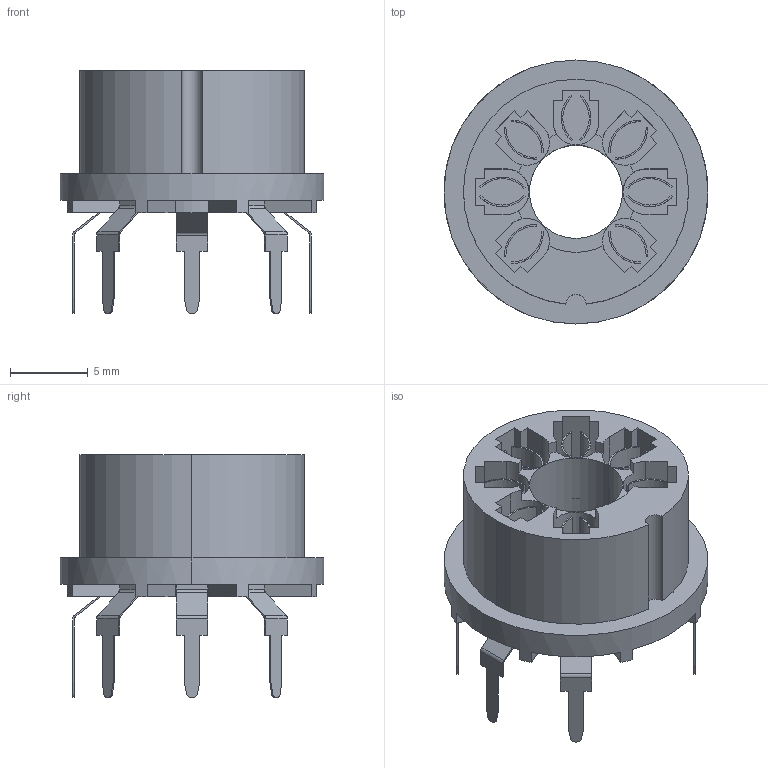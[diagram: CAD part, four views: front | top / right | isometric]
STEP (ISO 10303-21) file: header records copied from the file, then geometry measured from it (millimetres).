
FILE_DESCRIPTION (( 'STEP AP214' ), '1' );
FILE_NAME ('User Library-socket-7.STEP', '2016-11-16T20:26:00', ( 'Windows User' ), ( '' ), 'SwSTEP 2.0', 'SolidWorks 2016', '' );
FILE_SCHEMA (( 'AUTOMOTIVE_DESIGN' ));
Length unit declared in the file: millimetre
Products named in the file (1): User Library-socket-7
Bounding box: 17 x 17 x 15.64 mm (x, y, z)
Volume: 1046.7 mm3; surface area: 1829.3 mm2
Topology: 1 solids, 1 shells, 362 faces, 1008 edges, 672 vertices
Faces by surface type: plane 232, cylinder 130
Entity records: 14331 total; most frequent: CARTESIAN_POINT 2043, DIRECTION 2024, ORIENTED_EDGE 2016, EDGE_CURVE 1008, VECTOR 718, LINE 718, VERTEX_POINT 672, AXIS2_PLACEMENT_3D 653
